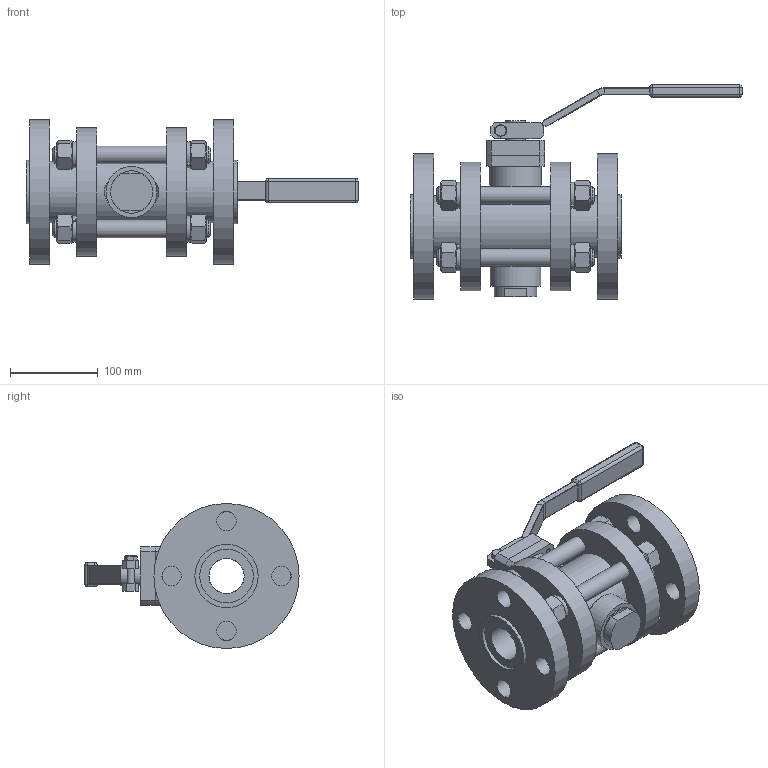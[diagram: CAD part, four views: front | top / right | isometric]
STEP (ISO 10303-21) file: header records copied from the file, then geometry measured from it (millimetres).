
FILE_DESCRIPTION(('STEP AP203'), '1');
FILE_NAME('Êðàí ïðîõîäíîé DN 40 PN 100 _ ÔÁ39.410.040.000', '', ('UNSPECIFIED'), ('UNSPECIFIED'), 'ASCON STEP Converter 1.3', 'ASCON Math Kernel', '');
FILE_SCHEMA(('CONFIG_CONTROL_DESIGN'));
Length unit declared in the file: millimetre
Products named in the file (39): 埡39.410.040.000; 埡39.310.040.030; 埡39.310.040.031; 埡39.310.040.032; 埡39.310.040.033; 埡39.310.040.040; 埡39.310.040.012; 埡39.310.040.004; 埡39.310.040.009; 埡39.410.040.001; 埡39.310.040.008; 埡39.030.040.002; 埡39.310.040.005; 埡39.310.050.002; 埡39.310.050.007; 埡39.310.040.010; 埡39.310.040.011; 埡39.310.040.002; 埡39.310.040.003; 埡39.310.040.007; 埡39.420.050.302; 埡39.420.050.340; 埡39.420.050.341; 埡39.420.050.342; 埡39.310.050.001; 埡39.310.040.015; 埡39.310.050.060; 埡39.310.050.020; 埡39.310.050.021; 埡39.010.080.042
Assembly tree (67 placements, depth 4):
  埡39.410.040.000
    埡39.310.040.030
      埡39.310.040.031
      埡39.310.040.032
      埡39.310.040.033
    埡39.310.040.040
      埡39.310.040.040
      埡39.310.040.012
    埡39.310.040.004  x2
    埡39.310.040.009  x2
    埡39.410.040.001  x2
    埡39.310.040.008  x2
    埡39.030.040.002  x2
    埡39.310.040.005
    埡39.310.050.002
    埡39.310.050.007
    埡39.310.040.010
      埡39.310.040.011
      埡39.310.040.012
    埡39.310.040.002
    埡39.310.040.003
    埡39.310.040.007
    埡39.420.050.302
    埡39.420.050.340
      埡39.420.050.341
      埡39.420.050.342
    (unnamed)
    (unnamed)
    埡39.310.050.001
    埡39.310.040.015  x4
    (unnamed)  x8
    (unnamed)  x8
    (unnamed)  x4
    (unnamed)  x4
    埡39.310.050.060
      埡39.310.050.020
        埡39.310.050.021
        埡39.010.080.042
      (unnamed)
    (unnamed)
Bounding box: 377.54 x 243.5 x 165 mm (x, y, z)
Volume: 2646276.5 mm3; surface area: 562453 mm2
Topology: 61 solids, 61 shells, 714 faces, 1452 edges, 901 vertices
Faces by surface type: plane 375, cylinder 208, cone 103, torus 17, sphere 9, bspline 2
Full cylindrical faces by diameter (mm): 4.917 x1, 6.647 x5, 8 x5, 9 x5, 13 x4, 14 x4, 15 x2, 17.294 x8, 20 x4, 22 x17, 24 x1, 25 x9, 25.5 x1, 28 x6, 28.7 x2, 30 x6, 34 x3, 35.5 x1, 36 x3, 36.8 x1, 37.16 x2, 39 x2, 40 x10, 44 x4, 46 x5, 46.6 x2, 48 x1, 50 x4, 51 x2, 52 x6
Entity records: 20208 total; most frequent: CARTESIAN_POINT 4892, DIRECTION 2040, ORIENTED_EDGE 1446, AXIS2_PLACEMENT_3D 872, EDGE_LOOP 732, EDGE_CURVE 723, VERTEX_POINT 549, COLOUR_RGB 476
